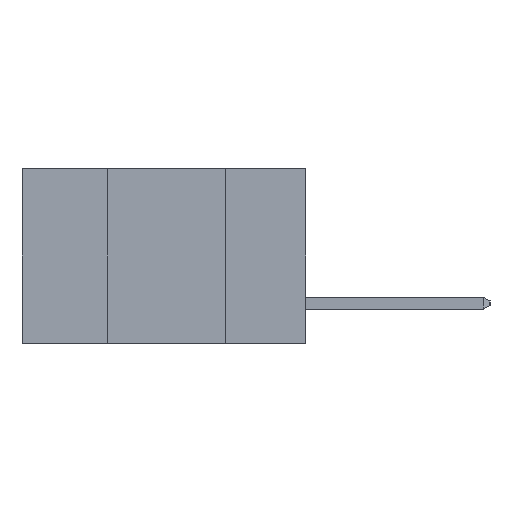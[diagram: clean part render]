
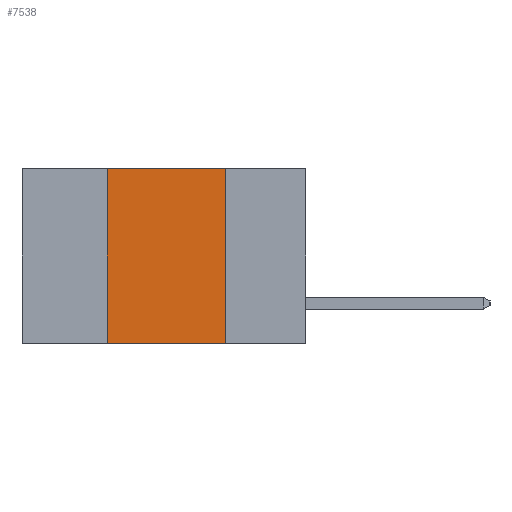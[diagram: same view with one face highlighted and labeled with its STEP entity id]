
A CAD part, left-side view. The second image highlights one B-rep face of the part: STEP entity #7538.
In plain terms, the highlighted planar face has unit normal (-1, 0, 0).
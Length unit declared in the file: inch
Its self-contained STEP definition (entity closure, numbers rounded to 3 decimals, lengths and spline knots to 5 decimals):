
#218 = VERTEX_POINT ( 'NONE', #732 ) ;
#732 = CARTESIAN_POINT ( 'NONE',  ( 0., 0.17, -0.37 ) ) ;
#1284 = ORIENTED_EDGE ( 'NONE', *, *, #11773, .F. ) ;
#1474 = DIRECTION ( 'NONE',  ( 0., 0., -1. ) ) ;
#1973 = LINE ( 'NONE', #4797, #4746 ) ;
#2164 = DIRECTION ( 'NONE',  ( 0., 0., 1. ) ) ;
#2216 = VERTEX_POINT ( 'NONE', #7277 ) ;
#3217 = FACE_OUTER_BOUND ( 'NONE', #4502, .T. ) ;
#3526 = DIRECTION ( 'NONE',  ( 0., 0., -1. ) ) ;
#3605 = DIRECTION ( 'NONE',  ( 1., 0., 0. ) ) ;
#3768 = CARTESIAN_POINT ( 'NONE',  ( 0., 0.6, 0. ) ) ;
#4167 = PLANE ( 'NONE',  #11124 ) ;
#4191 = CARTESIAN_POINT ( 'NONE',  ( 0., 0.17, 0. ) ) ;
#4502 = EDGE_LOOP ( 'NONE', ( #4506, #1284, #11132, #14326 ) ) ;
#4506 = ORIENTED_EDGE ( 'NONE', *, *, #13682, .F. ) ;
#4746 = VECTOR ( 'NONE', #10616, 39.37008 ) ;
#4797 = CARTESIAN_POINT ( 'NONE',  ( 0., 0.6, 0. ) ) ;
#6501 = VECTOR ( 'NONE', #2164, 39.37008 ) ;
#6698 = LINE ( 'NONE', #7508, #10141 ) ;
#7277 = CARTESIAN_POINT ( 'NONE',  ( 0., 0.42, -0.37 ) ) ;
#7478 = DIRECTION ( 'NONE',  ( 0., -1., 0. ) ) ;
#7508 = CARTESIAN_POINT ( 'NONE',  ( 0., 0.6, -0.37 ) ) ;
#7538 = ADVANCED_FACE ( 'NONE', ( #3217 ), #4167, .F. ) ;
#7922 = EDGE_CURVE ( 'NONE', #2216, #218, #6698, .T. ) ;
#7968 = LINE ( 'NONE', #9633, #12934 ) ;
#8990 = VERTEX_POINT ( 'NONE', #4191 ) ;
#9180 = EDGE_CURVE ( 'NONE', #2216, #12310, #9561, .T. ) ;
#9204 = CARTESIAN_POINT ( 'NONE',  ( 0., 0.42, 0. ) ) ;
#9561 = LINE ( 'NONE', #10372, #6501 ) ;
#9633 = CARTESIAN_POINT ( 'NONE',  ( 0., 0.17, -0.37 ) ) ;
#10141 = VECTOR ( 'NONE', #7478, 39.37008 ) ;
#10372 = CARTESIAN_POINT ( 'NONE',  ( 0., 0.42, -0.37 ) ) ;
#10616 = DIRECTION ( 'NONE',  ( 0., -1., 0. ) ) ;
#11124 = AXIS2_PLACEMENT_3D ( 'NONE', #3768, #3605, #3526 ) ;
#11132 = ORIENTED_EDGE ( 'NONE', *, *, #9180, .F. ) ;
#11773 = EDGE_CURVE ( 'NONE', #12310, #8990, #1973, .T. ) ;
#12310 = VERTEX_POINT ( 'NONE', #9204 ) ;
#12934 = VECTOR ( 'NONE', #1474, 39.37008 ) ;
#13682 = EDGE_CURVE ( 'NONE', #8990, #218, #7968, .T. ) ;
#14326 = ORIENTED_EDGE ( 'NONE', *, *, #7922, .T. ) ;
